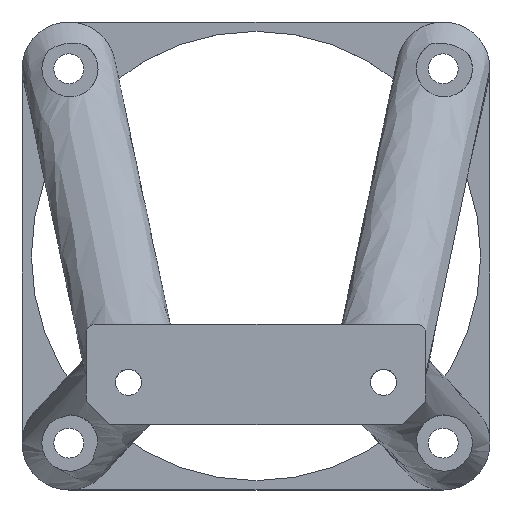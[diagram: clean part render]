
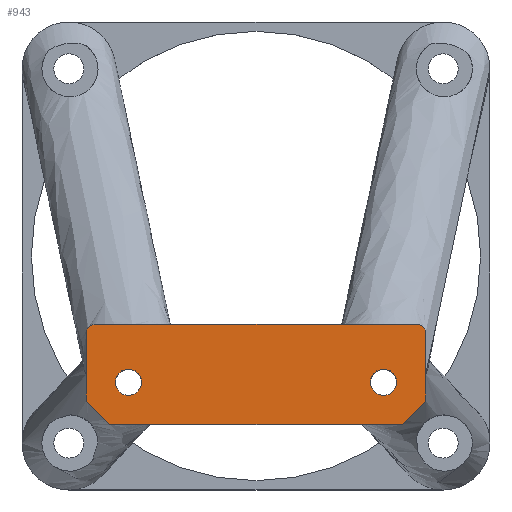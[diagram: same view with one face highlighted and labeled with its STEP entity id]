
A CAD part, top view. The second image highlights one B-rep face of the part: STEP entity #943.
In plain terms, the highlighted planar face has unit normal (0, 0, 1).
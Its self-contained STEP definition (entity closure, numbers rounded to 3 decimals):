
#55=FACE_BOUND('',#212,.T.);
#56=FACE_BOUND('',#213,.T.);
#97=CIRCLE('',#1045,1.);
#98=CIRCLE('',#1046,1.);
#99=CIRCLE('',#1047,1.4);
#100=CIRCLE('',#1048,1.4);
#146=FACE_OUTER_BOUND('',#211,.T.);
#211=EDGE_LOOP('',(#826,#827,#828,#829,#830,#831,#832,#833));
#212=EDGE_LOOP('',(#834));
#213=EDGE_LOOP('',(#835));
#263=LINE('',#2361,#318);
#265=LINE('',#2365,#320);
#266=LINE('',#2369,#321);
#267=LINE('',#2373,#322);
#268=LINE('',#2375,#323);
#269=LINE('',#2376,#324);
#318=VECTOR('',#1254,10.);
#320=VECTOR('',#1258,10.);
#321=VECTOR('',#1261,10.);
#322=VECTOR('',#1264,10.);
#323=VECTOR('',#1265,10.);
#324=VECTOR('',#1266,10.);
#451=VERTEX_POINT('',#2358);
#452=VERTEX_POINT('',#2360);
#453=VERTEX_POINT('',#2364);
#454=VERTEX_POINT('',#2366);
#455=VERTEX_POINT('',#2368);
#456=VERTEX_POINT('',#2370);
#457=VERTEX_POINT('',#2372);
#458=VERTEX_POINT('',#2374);
#459=VERTEX_POINT('',#2377);
#460=VERTEX_POINT('',#2379);
#582=EDGE_CURVE('',#451,#452,#263,.T.);
#584=EDGE_CURVE('',#453,#451,#265,.T.);
#585=EDGE_CURVE('',#454,#453,#97,.T.);
#586=EDGE_CURVE('',#454,#455,#266,.T.);
#587=EDGE_CURVE('',#456,#455,#98,.T.);
#588=EDGE_CURVE('',#456,#457,#267,.T.);
#589=EDGE_CURVE('',#458,#457,#268,.T.);
#590=EDGE_CURVE('',#458,#452,#269,.T.);
#591=EDGE_CURVE('',#459,#459,#99,.T.);
#592=EDGE_CURVE('',#460,#460,#100,.T.);
#826=ORIENTED_EDGE('',*,*,#582,.F.);
#827=ORIENTED_EDGE('',*,*,#584,.F.);
#828=ORIENTED_EDGE('',*,*,#585,.F.);
#829=ORIENTED_EDGE('',*,*,#586,.T.);
#830=ORIENTED_EDGE('',*,*,#587,.F.);
#831=ORIENTED_EDGE('',*,*,#588,.T.);
#832=ORIENTED_EDGE('',*,*,#589,.F.);
#833=ORIENTED_EDGE('',*,*,#590,.T.);
#834=ORIENTED_EDGE('',*,*,#591,.T.);
#835=ORIENTED_EDGE('',*,*,#592,.T.);
#896=PLANE('',#1044);
#943=ADVANCED_FACE('',(#146,#55,#56),#896,.F.);
#1044=AXIS2_PLACEMENT_3D('',#2363,#1256,#1257);
#1045=AXIS2_PLACEMENT_3D('',#2367,#1259,#1260);
#1046=AXIS2_PLACEMENT_3D('',#2371,#1262,#1263);
#1047=AXIS2_PLACEMENT_3D('',#2378,#1267,#1268);
#1048=AXIS2_PLACEMENT_3D('',#2380,#1269,#1270);
#1254=DIRECTION('',(-0.707,-0.707,0.));
#1256=DIRECTION('center_axis',(0.,0.,
-1.));
#1257=DIRECTION('ref_axis',(-1.,0.,0.));
#1258=DIRECTION('',(0.,-1.,0.));
#1259=DIRECTION('center_axis',(0.,0.,
-1.));
#1260=DIRECTION('ref_axis',(0.707,0.707,0.));
#1261=DIRECTION('',(-1.,0.,0.));
#1262=DIRECTION('center_axis',(0.,0.,
-1.));
#1263=DIRECTION('ref_axis',(-0.707,0.707,0.));
#1264=DIRECTION('',(0.,-1.,0.));
#1265=DIRECTION('',(-0.707,0.707,0.));
#1266=DIRECTION('',(1.,0.,0.));
#1267=DIRECTION('center_axis',(0.,0.,
-1.));
#1268=DIRECTION('ref_axis',(0.,-1.,0.));
#1269=DIRECTION('center_axis',(0.,0.,
-1.));
#1270=DIRECTION('ref_axis',(0.,-1.,0.));
#2358=CARTESIAN_POINT('',(18.005,-55.802,-34.199));
#2360=CARTESIAN_POINT('',(15.505,-58.302,-34.199));
#2361=CARTESIAN_POINT('',(13.561,-60.246,-34.199));
#2363=CARTESIAN_POINT('Origin',(-0.122,-52.952,-34.199));
#2364=CARTESIAN_POINT('',(18.006,-48.602,-34.199));
#2365=CARTESIAN_POINT('',(18.006,-47.602,-34.199));
#2366=CARTESIAN_POINT('',(17.006,-47.602,-34.199));
#2367=CARTESIAN_POINT('Origin',(17.006,-48.602,-34.199));
#2368=CARTESIAN_POINT('',(-17.249,-47.602,-34.199));
#2369=CARTESIAN_POINT('',(17.006,-47.602,-34.199));
#2370=CARTESIAN_POINT('',(-18.249,-48.602,-34.199));
#2371=CARTESIAN_POINT('Origin',(-17.249,-48.602,-34.199));
#2372=CARTESIAN_POINT('',(-18.25,-55.802,-34.199));
#2373=CARTESIAN_POINT('',(-18.25,-55.802,-34.199));
#2374=CARTESIAN_POINT('',(-15.75,-58.302,-34.199));
#2375=CARTESIAN_POINT('',(-13.805,-60.246,-34.199));
#2376=CARTESIAN_POINT('',(-15.75,-58.302,-34.199));
#2377=CARTESIAN_POINT('',(12.106,-53.802,-34.199));
#2378=CARTESIAN_POINT('Origin',(13.506,-53.802,-34.199));
#2379=CARTESIAN_POINT('',(-15.15,-53.802,-34.199));
#2380=CARTESIAN_POINT('Origin',(-13.75,-53.802,-34.199));
